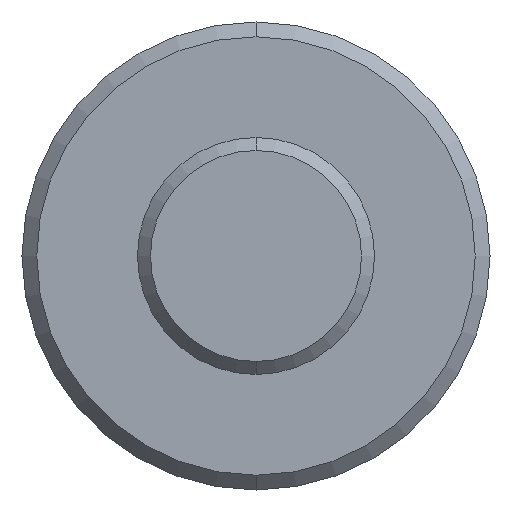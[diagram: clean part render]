
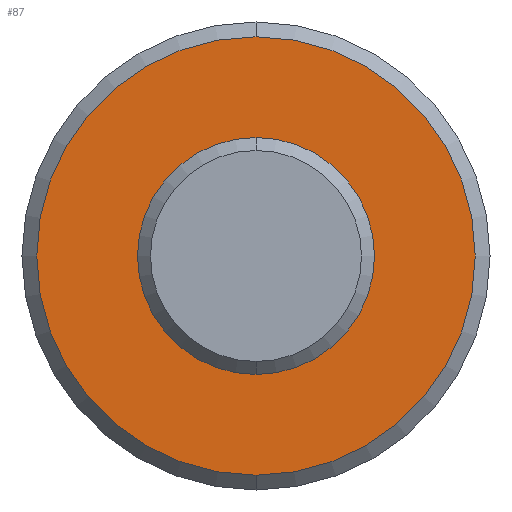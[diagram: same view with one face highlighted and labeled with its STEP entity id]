
A CAD part, front view. The second image highlights one B-rep face of the part: STEP entity #87.
In plain terms, the highlighted planar face has unit normal (0, -1, 0).
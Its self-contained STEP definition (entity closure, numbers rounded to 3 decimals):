
#36 = EDGE_CURVE ( 'NONE', #339, #367, #123, .T. ) ;
#49 = EDGE_CURVE ( 'NONE', #377, #332, #119, .T. ) ;
#50 = EDGE_CURVE ( 'NONE', #367, #339, #158, .T. ) ;
#73 = EDGE_CURVE ( 'NONE', #332, #377, #218, .T. ) ;
#87 = ADVANCED_FACE ( 'NONE', ( #685, #687 ), #665, .F. ) ;
#100 = AXIS2_PLACEMENT_3D ( 'NONE', #677, #671, #667 ) ;
#119 = CIRCLE ( 'NONE', #144, 7.4 ) ;
#123 = CIRCLE ( 'NONE', #146, 3.9 ) ;
#144 = AXIS2_PLACEMENT_3D ( 'NONE', #505, #487, #492 ) ;
#146 = AXIS2_PLACEMENT_3D ( 'NONE', #444, #441, #436 ) ;
#158 = CIRCLE ( 'NONE', #170, 3.9 ) ;
#170 = AXIS2_PLACEMENT_3D ( 'NONE', #519, #522, #543 ) ;
#218 = CIRCLE ( 'NONE', #226, 7.4 ) ;
#226 = AXIS2_PLACEMENT_3D ( 'NONE', #660, #629, #648 ) ;
#273 = ORIENTED_EDGE ( 'NONE', *, *, #50, .T. ) ;
#275 = ORIENTED_EDGE ( 'NONE', *, *, #36, .T. ) ;
#296 = ORIENTED_EDGE ( 'NONE', *, *, #73, .T. ) ;
#298 = ORIENTED_EDGE ( 'NONE', *, *, #49, .T. ) ;
#332 = VERTEX_POINT ( 'NONE', #694 ) ;
#339 = VERTEX_POINT ( 'NONE', #696 ) ;
#361 = EDGE_LOOP ( 'NONE', ( #275, #273 ) ) ;
#363 = EDGE_LOOP ( 'NONE', ( #298, #296 ) ) ;
#367 = VERTEX_POINT ( 'NONE', #732 ) ;
#377 = VERTEX_POINT ( 'NONE', #726 ) ;
#436 = DIRECTION ( 'NONE',  ( 0., 0., 1. ) ) ;
#441 = DIRECTION ( 'NONE',  ( 0., 1., 0. ) ) ;
#444 = CARTESIAN_POINT ( 'NONE',  ( 0., 0., 0. ) ) ;
#487 = DIRECTION ( 'NONE',  ( 0., -1., 0. ) ) ;
#492 = DIRECTION ( 'NONE',  ( 0., 0., 1. ) ) ;
#505 = CARTESIAN_POINT ( 'NONE',  ( 0., 0., 0. ) ) ;
#519 = CARTESIAN_POINT ( 'NONE',  ( 0., 0., 0. ) ) ;
#522 = DIRECTION ( 'NONE',  ( 0., 1., 0. ) ) ;
#543 = DIRECTION ( 'NONE',  ( 0., 0., 1. ) ) ;
#629 = DIRECTION ( 'NONE',  ( 0., -1., 0. ) ) ;
#648 = DIRECTION ( 'NONE',  ( 0., 0., 1. ) ) ;
#660 = CARTESIAN_POINT ( 'NONE',  ( 0., 0., 0. ) ) ;
#665 = PLANE ( 'NONE',  #100 ) ;
#667 = DIRECTION ( 'NONE',  ( 0., 0., 1. ) ) ;
#671 = DIRECTION ( 'NONE',  ( 0., 1., 0. ) ) ;
#677 = CARTESIAN_POINT ( 'NONE',  ( 0., 0., 0. ) ) ;
#685 = FACE_OUTER_BOUND ( 'NONE', #363, .T. ) ;
#687 = FACE_BOUND ( 'NONE', #361, .T. ) ;
#694 = CARTESIAN_POINT ( 'NONE',  ( 0., 0., -7.4 ) ) ;
#696 = CARTESIAN_POINT ( 'NONE',  ( 0., 0., 3.9 ) ) ;
#726 = CARTESIAN_POINT ( 'NONE',  ( 0., 0., 7.4 ) ) ;
#732 = CARTESIAN_POINT ( 'NONE',  ( 0., 0., -3.9 ) ) ;
